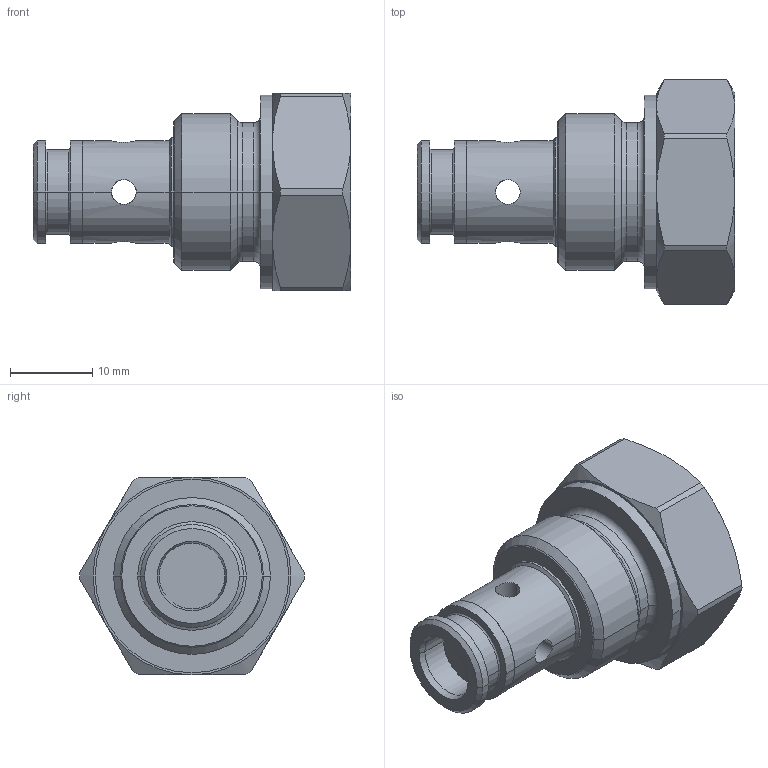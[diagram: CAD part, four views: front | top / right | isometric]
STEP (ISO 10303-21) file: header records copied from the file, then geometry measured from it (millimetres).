
FILE_DESCRIPTION((''),'2;1');
FILE_NAME('SC1F_A2_H','2011-03-14T',('tvatras'),(''),'PRO/ENGINEER BY PARAMETRIC TECHNOLOGY CORPORATION, 2010180','PRO/ENGINEER BY PARAMETRIC TECHNOLOGY CORPORATION, 2010180','');
FILE_SCHEMA(('CONFIG_CONTROL_DESIGN'));
Length unit declared in the file: millimetre
Products named in the file (1): SC1F_A2_H
Bounding box: 38.55 x 27.3 x 24 mm (x, y, z)
Volume: 9448.4 mm3; surface area: 3964.9 mm2
Topology: 1 solids, 2 shells, 87 faces, 201 edges, 119 vertices
Faces by surface type: cylinder 36, cone 26, plane 15, torus 8, sphere 2
Entity records: 2783 total; most frequent: CARTESIAN_POINT 756, DIRECTION 445, ORIENTED_EDGE 392, EDGE_CURVE 198, AXIS2_PLACEMENT_3D 193, VERTEX_POINT 117, CIRCLE 104, EDGE_LOOP 97
